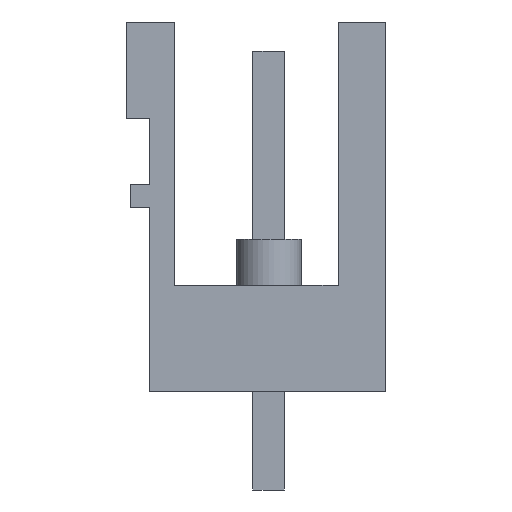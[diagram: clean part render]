
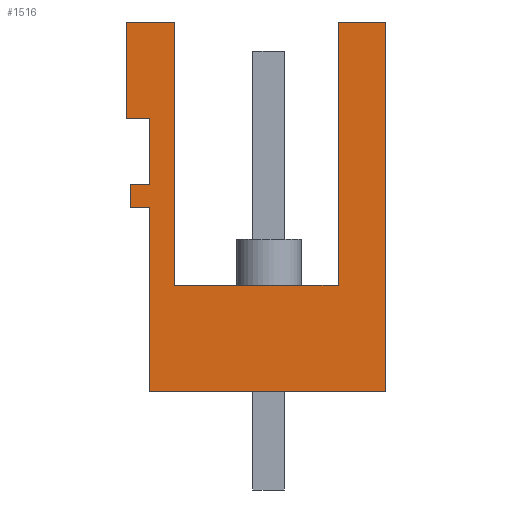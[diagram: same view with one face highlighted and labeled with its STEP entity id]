
A CAD part, left-side view. The second image highlights one B-rep face of the part: STEP entity #1516.
In plain terms, the highlighted planar face has unit normal (-1, 0, 0).
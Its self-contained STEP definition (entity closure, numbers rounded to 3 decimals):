
#1416=AXIS2_PLACEMENT_3D('Plane Axis2P3D',#1413,#1414,#1415) ;
#375=CARTESIAN_POINT('Vertex',(0.,7.68,3.2)) ;
#378=CARTESIAN_POINT('Line Origine',(0.,7.68,6.19)) ;
#382=CARTESIAN_POINT('Vertex',(0.,7.68,9.181)) ;
#1398=CARTESIAN_POINT('Vertex',(0.,0.,3.2)) ;
#1401=CARTESIAN_POINT('Line Origine',(0.,3.84,3.2)) ;
#1413=CARTESIAN_POINT('Axis2P3D Location',(0.,8.43,1.7)) ;
#1418=CARTESIAN_POINT('Line Origine',(0.,0.,9.2)) ;
#1422=CARTESIAN_POINT('Vertex',(0.,0.,15.2)) ;
#1425=CARTESIAN_POINT('Line Origine',(0.,0.775,15.2)) ;
#1429=CARTESIAN_POINT('Vertex',(0.,1.55,15.2)) ;
#1432=CARTESIAN_POINT('Line Origine',(0.,1.55,10.925)) ;
#1436=CARTESIAN_POINT('Vertex',(0.,1.55,6.65)) ;
#1439=CARTESIAN_POINT('Line Origine',(0.,4.206,6.65)) ;
#1443=CARTESIAN_POINT('Vertex',(0.,6.863,6.65)) ;
#1446=CARTESIAN_POINT('Line Origine',(0.,6.863,10.925)) ;
#1450=CARTESIAN_POINT('Vertex',(0.,6.863,15.2)) ;
#1453=CARTESIAN_POINT('Line Origine',(0.,7.647,15.2)) ;
#1457=CARTESIAN_POINT('Vertex',(0.,8.43,15.2)) ;
#1460=CARTESIAN_POINT('Line Origine',(0.,8.43,13.64)) ;
#1464=CARTESIAN_POINT('Vertex',(0.,8.43,12.08)) ;
#1467=CARTESIAN_POINT('Line Origine',(0.,8.055,12.08)) ;
#1471=CARTESIAN_POINT('Vertex',(0.,7.68,12.08)) ;
#1474=CARTESIAN_POINT('Line Origine',(0.,7.68,11.005)) ;
#1478=CARTESIAN_POINT('Vertex',(0.,7.68,9.93)) ;
#1481=CARTESIAN_POINT('Line Origine',(0.,7.99,9.93)) ;
#1485=CARTESIAN_POINT('Vertex',(0.,8.3,9.93)) ;
#1488=CARTESIAN_POINT('Line Origine',(0.,8.3,9.555)) ;
#1492=CARTESIAN_POINT('Vertex',(0.,8.3,9.181)) ;
#1495=CARTESIAN_POINT('Line Origine',(0.,7.99,9.181)) ;
#379=DIRECTION('Vector Direction',(0.,0.,-1.)) ;
#1402=DIRECTION('Vector Direction',(0.,-1.,0.)) ;
#1414=DIRECTION('Axis2P3D Direction',(-1.,0.,0.)) ;
#1415=DIRECTION('Axis2P3D XDirection',(0.,1.,0.)) ;
#1419=DIRECTION('Vector Direction',(0.,0.,1.)) ;
#1426=DIRECTION('Vector Direction',(0.,1.,0.)) ;
#1433=DIRECTION('Vector Direction',(0.,0.,-1.)) ;
#1440=DIRECTION('Vector Direction',(0.,1.,0.)) ;
#1447=DIRECTION('Vector Direction',(0.,0.,1.)) ;
#1454=DIRECTION('Vector Direction',(0.,1.,0.)) ;
#1461=DIRECTION('Vector Direction',(0.,0.,-1.)) ;
#1468=DIRECTION('Vector Direction',(0.,-1.,0.)) ;
#1475=DIRECTION('Vector Direction',(0.,0.,-1.)) ;
#1482=DIRECTION('Vector Direction',(0.,1.,0.)) ;
#1489=DIRECTION('Vector Direction',(0.,0.,-1.)) ;
#1496=DIRECTION('Vector Direction',(0.,-1.,0.)) ;
#380=VECTOR('Line Direction',#379,1.) ;
#1403=VECTOR('Line Direction',#1402,1.) ;
#1420=VECTOR('Line Direction',#1419,1.) ;
#1427=VECTOR('Line Direction',#1426,1.) ;
#1434=VECTOR('Line Direction',#1433,1.) ;
#1441=VECTOR('Line Direction',#1440,1.) ;
#1448=VECTOR('Line Direction',#1447,1.) ;
#1455=VECTOR('Line Direction',#1454,1.) ;
#1462=VECTOR('Line Direction',#1461,1.) ;
#1469=VECTOR('Line Direction',#1468,1.) ;
#1476=VECTOR('Line Direction',#1475,1.) ;
#1483=VECTOR('Line Direction',#1482,1.) ;
#1490=VECTOR('Line Direction',#1489,1.) ;
#1497=VECTOR('Line Direction',#1496,1.) ;
#1501=ORIENTED_EDGE('',*,*,#1424,.T.) ;
#1502=ORIENTED_EDGE('',*,*,#1431,.T.) ;
#1503=ORIENTED_EDGE('',*,*,#1438,.T.) ;
#1504=ORIENTED_EDGE('',*,*,#1445,.T.) ;
#1505=ORIENTED_EDGE('',*,*,#1452,.T.) ;
#1506=ORIENTED_EDGE('',*,*,#1459,.T.) ;
#1507=ORIENTED_EDGE('',*,*,#1466,.T.) ;
#1508=ORIENTED_EDGE('',*,*,#1473,.T.) ;
#1509=ORIENTED_EDGE('',*,*,#1480,.T.) ;
#1510=ORIENTED_EDGE('',*,*,#1487,.T.) ;
#1511=ORIENTED_EDGE('',*,*,#1494,.T.) ;
#1512=ORIENTED_EDGE('',*,*,#1499,.T.) ;
#1513=ORIENTED_EDGE('',*,*,#384,.T.) ;
#1514=ORIENTED_EDGE('',*,*,#1405,.T.) ;
#1516=ADVANCED_FACE('HOUSING',(#1515),#1417,.T.) ;
#384=EDGE_CURVE('',#383,#376,#381,.T.) ;
#1405=EDGE_CURVE('',#376,#1399,#1404,.T.) ;
#1424=EDGE_CURVE('',#1399,#1423,#1421,.T.) ;
#1431=EDGE_CURVE('',#1423,#1430,#1428,.T.) ;
#1438=EDGE_CURVE('',#1430,#1437,#1435,.T.) ;
#1445=EDGE_CURVE('',#1437,#1444,#1442,.T.) ;
#1452=EDGE_CURVE('',#1444,#1451,#1449,.T.) ;
#1459=EDGE_CURVE('',#1451,#1458,#1456,.T.) ;
#1466=EDGE_CURVE('',#1458,#1465,#1463,.T.) ;
#1473=EDGE_CURVE('',#1465,#1472,#1470,.T.) ;
#1480=EDGE_CURVE('',#1472,#1479,#1477,.T.) ;
#1487=EDGE_CURVE('',#1479,#1486,#1484,.T.) ;
#1494=EDGE_CURVE('',#1486,#1493,#1491,.T.) ;
#1499=EDGE_CURVE('',#1493,#383,#1498,.T.) ;
#1500=EDGE_LOOP('',(#1501,#1502,#1503,#1504,#1505,#1506,#1507,#1508,#1509,#1510,#1511,#1512,#1513,#1514)) ;
#1515=FACE_OUTER_BOUND('',#1500,.T.) ;
#381=LINE('Line',#378,#380) ;
#1404=LINE('Line',#1401,#1403) ;
#1421=LINE('Line',#1418,#1420) ;
#1428=LINE('Line',#1425,#1427) ;
#1435=LINE('Line',#1432,#1434) ;
#1442=LINE('Line',#1439,#1441) ;
#1449=LINE('Line',#1446,#1448) ;
#1456=LINE('Line',#1453,#1455) ;
#1463=LINE('Line',#1460,#1462) ;
#1470=LINE('Line',#1467,#1469) ;
#1477=LINE('Line',#1474,#1476) ;
#1484=LINE('Line',#1481,#1483) ;
#1491=LINE('Line',#1488,#1490) ;
#1498=LINE('Line',#1495,#1497) ;
#1417=PLANE('',#1416) ;
#376=VERTEX_POINT('',#375) ;
#383=VERTEX_POINT('',#382) ;
#1399=VERTEX_POINT('',#1398) ;
#1423=VERTEX_POINT('',#1422) ;
#1430=VERTEX_POINT('',#1429) ;
#1437=VERTEX_POINT('',#1436) ;
#1444=VERTEX_POINT('',#1443) ;
#1451=VERTEX_POINT('',#1450) ;
#1458=VERTEX_POINT('',#1457) ;
#1465=VERTEX_POINT('',#1464) ;
#1472=VERTEX_POINT('',#1471) ;
#1479=VERTEX_POINT('',#1478) ;
#1486=VERTEX_POINT('',#1485) ;
#1493=VERTEX_POINT('',#1492) ;
